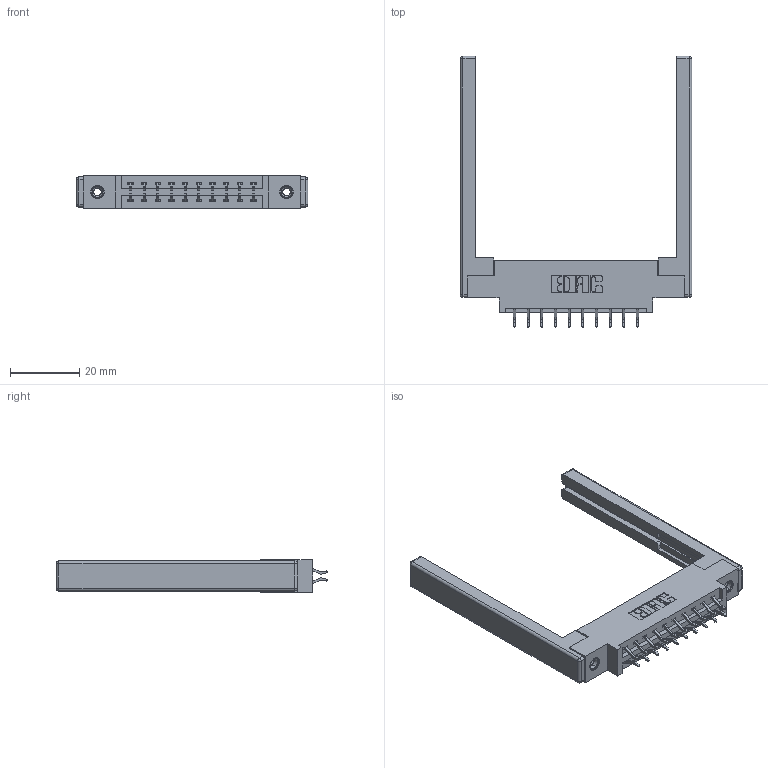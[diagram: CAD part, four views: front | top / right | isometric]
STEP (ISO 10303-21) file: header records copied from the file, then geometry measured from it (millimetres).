
FILE_DESCRIPTION (( 'STEP AP203' ), '1' );
FILE_NAME ('337-020-556-868.STEP', '2019-10-10T19:38:41', ( '' ), ( '' ), 'SwSTEP 2.0', 'SolidWorks 2016', '' );
FILE_SCHEMA (( 'CONFIG_CONTROL_DESIGN' ));
Length unit declared in the file: inch
Products named in the file (5): 337-020-556-868; 307-220-068; 337 Part_0.170 Offset - 0.156 Dia-TI; 345-250-001_345-250-001-102; 345-292-001_556 Tail
Assembly tree (25 placements, depth 2):
  337-020-556-868
    337 Part_0.170 Offset - 0.156 Dia-TI
    345-292-001_556 Tail  x20
    345-250-001_345-250-001-102  x2
    307-220-068  x2
Bounding box: 67.06 x 78.63 x 9.4 mm (x, y, z)
Volume: 10907.4 mm3; surface area: 11184.1 mm2
Topology: 25 solids, 25 shells, 1472 faces, 4293 edges, 2814 vertices
Faces by surface type: plane 1002, cylinder 446, cone 12, sphere 8, torus 4
Entity records: 15004 total; most frequent: CARTESIAN_POINT 2535, ORIENTED_EDGE 2448, DIRECTION 2274, EDGE_CURVE 1224, LINE 1038, VECTOR 1038, VERTEX_POINT 806, AXIS2_PLACEMENT_3D 618
